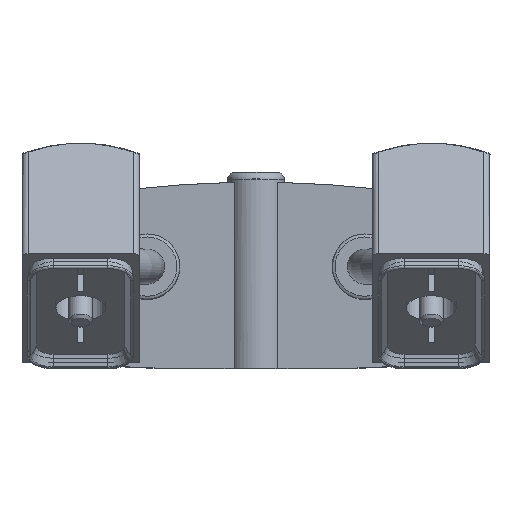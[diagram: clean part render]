
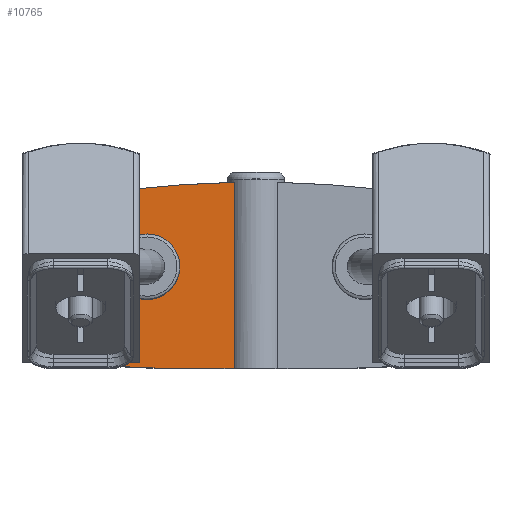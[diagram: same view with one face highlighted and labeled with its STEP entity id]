
A CAD part, top view. The second image highlights one B-rep face of the part: STEP entity #10765.
In plain terms, the highlighted face is planar.
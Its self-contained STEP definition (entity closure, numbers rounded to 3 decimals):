
#96=PLANE('',#11330);
#527=LINE('',#15271,#1225);
#528=LINE('',#15276,#1226);
#529=LINE('',#15278,#1227);
#1225=VECTOR('',#12393,1000.);
#1226=VECTOR('',#12396,1000.);
#1227=VECTOR('',#12397,1000.);
#2151=ORIENTED_EDGE('',*,*,#4574,.F.);
#2152=ORIENTED_EDGE('',*,*,#4637,.T.);
#2153=ORIENTED_EDGE('',*,*,#4638,.F.);
#2154=ORIENTED_EDGE('',*,*,#4639,.F.);
#2155=ORIENTED_EDGE('',*,*,#4640,.F.);
#2156=ORIENTED_EDGE('',*,*,#4641,.F.);
#4574=EDGE_CURVE('',#5829,#5829,#6611,.F.);
#4637=EDGE_CURVE('',#5868,#5869,#527,.T.);
#4638=EDGE_CURVE('',#5870,#5869,#6617,.T.);
#4639=EDGE_CURVE('',#5871,#5870,#528,.T.);
#4640=EDGE_CURVE('',#5872,#5871,#529,.T.);
#4641=EDGE_CURVE('',#5868,#5872,#6618,.T.);
#5829=VERTEX_POINT('',#15086);
#5868=VERTEX_POINT('',#15272);
#5869=VERTEX_POINT('',#15273);
#5870=VERTEX_POINT('',#15275);
#5871=VERTEX_POINT('',#15277);
#5872=VERTEX_POINT('',#15279);
#6611=CIRCLE('',#11288,2.7);
#6617=CIRCLE('',#11331,90.);
#6618=CIRCLE('',#11332,90.);
#6962=EDGE_LOOP('',(#2151));
#6963=EDGE_LOOP('',(#2152,#2153,#2154,#2155,#2156));
#7563=FACE_BOUND('',#6962,.T.);
#7564=FACE_BOUND('',#6963,.T.);
#10765=ADVANCED_FACE('',(#7563,#7564),#96,.F.);
#11288=AXIS2_PLACEMENT_3D('',#15085,#12291,#12292);
#11330=AXIS2_PLACEMENT_3D('',#15270,#12391,#12392);
#11331=AXIS2_PLACEMENT_3D('',#15274,#12394,#12395);
#11332=AXIS2_PLACEMENT_3D('',#15280,#12398,#12399);
#12291=DIRECTION('',(0.,0.,1.));
#12292=DIRECTION('',(1.,0.,0.));
#12391=DIRECTION('',(0.,0.,1.));
#12392=DIRECTION('',(1.,0.,0.));
#12393=DIRECTION('',(0.,-1.,0.));
#12394=DIRECTION('',(0.,0.,1.));
#12395=DIRECTION('',(1.,0.,0.));
#12396=DIRECTION('',(1.,0.,0.));
#12397=DIRECTION('',(0.,-1.,0.));
#12398=DIRECTION('',(0.,0.,1.));
#12399=DIRECTION('',(1.,0.,0.));
#15085=CARTESIAN_POINT('',(9.,0.,0.));
#15086=CARTESIAN_POINT('',(11.7,0.,0.));
#15270=CARTESIAN_POINT('',(-14.3,5.35,0.));
#15271=CARTESIAN_POINT('',(14.3,7.6,0.));
#15272=CARTESIAN_POINT('',(14.3,5.857,0.));
#15273=CARTESIAN_POINT('',(14.3,-8.016,0.));
#15274=CARTESIAN_POINT('',(6.,81.6,0.));
#15275=CARTESIAN_POINT('',(6.,-8.4,0.));
#15276=CARTESIAN_POINT('',(-6.,-8.4,0.));
#15277=CARTESIAN_POINT('',(1.809,-8.4,0.));
#15278=CARTESIAN_POINT('',(1.809,-8.4,0.));
#15279=CARTESIAN_POINT('',(1.809,6.982,0.));
#15280=CARTESIAN_POINT('',(0.,-83.,0.));
